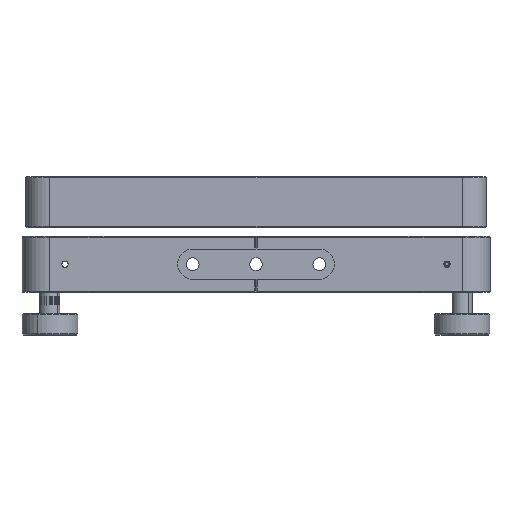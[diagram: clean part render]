
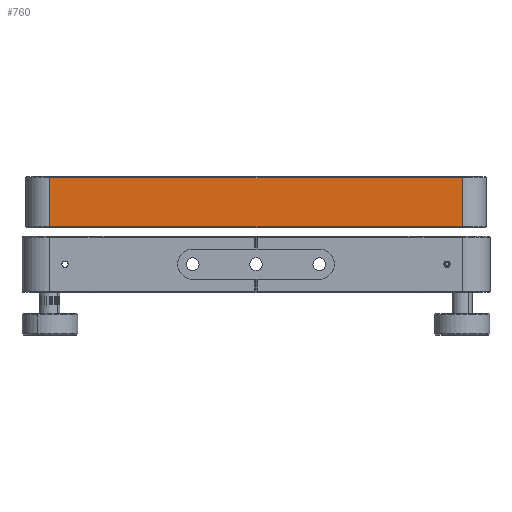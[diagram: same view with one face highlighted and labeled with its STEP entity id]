
A CAD part, front view. The second image highlights one B-rep face of the part: STEP entity #760.
In plain terms, the highlighted planar face has unit normal (0, -1, 0).
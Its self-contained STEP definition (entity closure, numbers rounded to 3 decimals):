
#344 = VECTOR ( 'NONE', #9437, 1000. ) ;
#760 = ADVANCED_FACE ( 'NONE', ( #7872 ), #2461, .F. ) ;
#2038 = DIRECTION ( 'NONE',  ( 0., 0., -1. ) ) ;
#2232 = EDGE_CURVE ( 'NONE', #10690, #9268, #6339, .T. ) ;
#2461 = PLANE ( 'NONE',  #15825 ) ;
#3028 = VERTEX_POINT ( 'NONE', #5480 ) ;
#3499 = ORIENTED_EDGE ( 'NONE', *, *, #14389, .T. ) ;
#4182 = LINE ( 'NONE', #9871, #12787 ) ;
#5480 = CARTESIAN_POINT ( 'NONE',  ( 81.5, -91., 34.245 ) ) ;
#5986 = CARTESIAN_POINT ( 'NONE',  ( -81.5, -91., 34.245 ) ) ;
#6339 = LINE ( 'NONE', #9628, #344 ) ;
#7060 = CARTESIAN_POINT ( 'NONE',  ( -81.5, -91., 14.745 ) ) ;
#7068 = DIRECTION ( 'NONE',  ( 0., 0., 1. ) ) ;
#7872 = FACE_OUTER_BOUND ( 'NONE', #9768, .T. ) ;
#8599 = LINE ( 'NONE', #11815, #18314 ) ;
#8742 = EDGE_CURVE ( 'NONE', #16749, #10690, #13201, .T. ) ;
#9175 = DIRECTION ( 'NONE',  ( 0., 1., 0. ) ) ;
#9268 = VERTEX_POINT ( 'NONE', #10243 ) ;
#9273 = DIRECTION ( 'NONE',  ( 0., 0., -1. ) ) ;
#9437 = DIRECTION ( 'NONE',  ( 1., 0., 0. ) ) ;
#9628 = CARTESIAN_POINT ( 'NONE',  ( -91., -91., 14.745 ) ) ;
#9768 = EDGE_LOOP ( 'NONE', ( #14600, #17594, #14341, #3499 ) ) ;
#9871 = CARTESIAN_POINT ( 'NONE',  ( 81.5, -91., 34.495 ) ) ;
#10076 = DIRECTION ( 'NONE',  ( -1., 0., 0. ) ) ;
#10243 = CARTESIAN_POINT ( 'NONE',  ( 81.5, -91., 14.745 ) ) ;
#10618 = CARTESIAN_POINT ( 'NONE',  ( -81.5, -91., 34.495 ) ) ;
#10690 = VERTEX_POINT ( 'NONE', #7060 ) ;
#11815 = CARTESIAN_POINT ( 'NONE',  ( -81.5, -91., 34.245 ) ) ;
#12787 = VECTOR ( 'NONE', #7068, 1000. ) ;
#13201 = LINE ( 'NONE', #10618, #16242 ) ;
#14341 = ORIENTED_EDGE ( 'NONE', *, *, #17727, .T. ) ;
#14389 = EDGE_CURVE ( 'NONE', #3028, #16749, #8599, .T. ) ;
#14600 = ORIENTED_EDGE ( 'NONE', *, *, #8742, .T. ) ;
#15825 = AXIS2_PLACEMENT_3D ( 'NONE', #17781, #9175, #9273 ) ;
#16242 = VECTOR ( 'NONE', #2038, 1000. ) ;
#16749 = VERTEX_POINT ( 'NONE', #5986 ) ;
#17594 = ORIENTED_EDGE ( 'NONE', *, *, #2232, .T. ) ;
#17727 = EDGE_CURVE ( 'NONE', #9268, #3028, #4182, .T. ) ;
#17781 = CARTESIAN_POINT ( 'NONE',  ( -91., -91., 34.495 ) ) ;
#18314 = VECTOR ( 'NONE', #10076, 1000. ) ;
